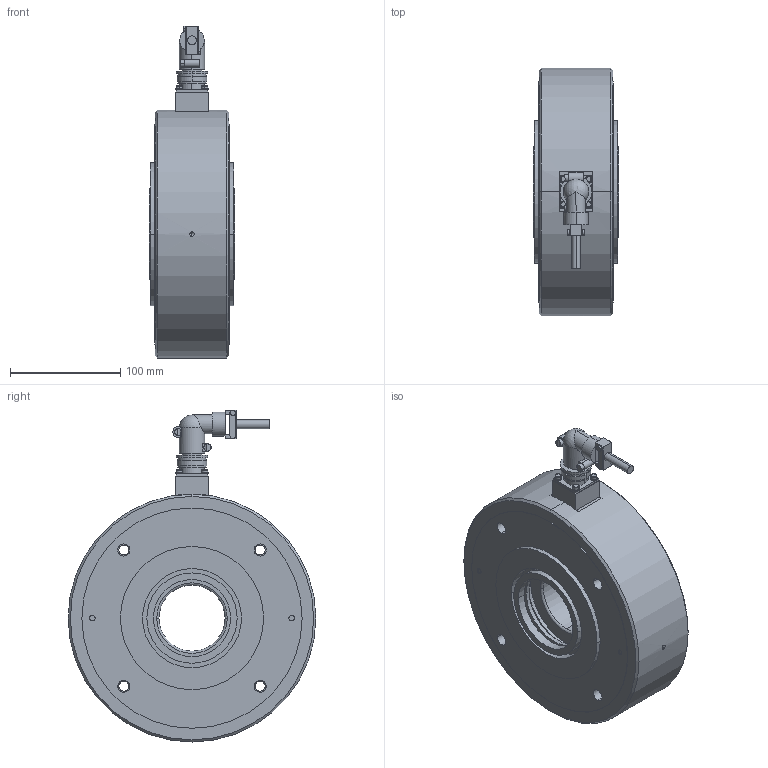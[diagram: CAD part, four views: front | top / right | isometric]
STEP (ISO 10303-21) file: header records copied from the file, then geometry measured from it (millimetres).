
FILE_DESCRIPTION((''),'2;1');
FILE_NAME('50165.stp','2007-01-15T10:26:19',(''),(''),'Mechanical Desktop 2007','Mechanical Desktop 2007',', , ');
FILE_SCHEMA(('CONFIG_CONTROL_DESIGN'));
Length unit declared in the file: millimetre
Products named in the file (25): L50165; L4765504; TEIL1A; L49026; TEIL1AAA; I-6KT_SCHRAUBE_M6X60A; I-6KT_SCHRAUBE_M6X60; I-6KT_SCHRAUBE_M3X25A; I-6KT_SCHRAUBE_M3X25; FEDERRING_M3A; FEDERRING_M3; V_RING_V70AA; V_RING_V70A; FLANSCHDOSE_WINKEL_AMPH_4-POLIG; TEIL1; SICHERUNGSRING_J110; L4340402; TEIL1AAAAA; L49258; TEIL1AAAA; L49610; TEIL1AA; PENDELKUGELLAGER_2212TV; PENDELKUGELLAGER_2212TVA; RM_SDB
Assembly tree (35 placements, depth 3):
  L50165
    L4765504
      TEIL1A
    L49026
      TEIL1AAA
    I-6KT_SCHRAUBE_M6X60A  x2
      I-6KT_SCHRAUBE_M6X60
    I-6KT_SCHRAUBE_M3X25A  x4
      I-6KT_SCHRAUBE_M3X25
    FEDERRING_M3A  x4
      FEDERRING_M3
    V_RING_V70AA  x2
      V_RING_V70A
    FLANSCHDOSE_WINKEL_AMPH_4-POLIG
      TEIL1
    SICHERUNGSRING_J110
    L4340402  x2
      TEIL1AAAAA
    L49258
      TEIL1AAAA
    L49610
      TEIL1AA
    PENDELKUGELLAGER_2212TV
      PENDELKUGELLAGER_2212TVA
    RM_SDB  x3
Bounding box: 77.9 x 225 x 301.5 mm (x, y, z)
Volume: 2386397.9 mm3; surface area: 395980 mm2
Topology: 21 solids, 21 shells, 424 faces, 1021 edges, 672 vertices
Faces by surface type: cylinder 238, plane 123, cone 38, torus 20, bspline 4, sphere 1
Entity records: 10689 total; most frequent: CARTESIAN_POINT 2086, DIRECTION 1916, ORIENTED_EDGE 1554, AXIS2_PLACEMENT_3D 802, EDGE_CURVE 777, VERTEX_POINT 512, CIRCLE 446, EDGE_LOOP 439
